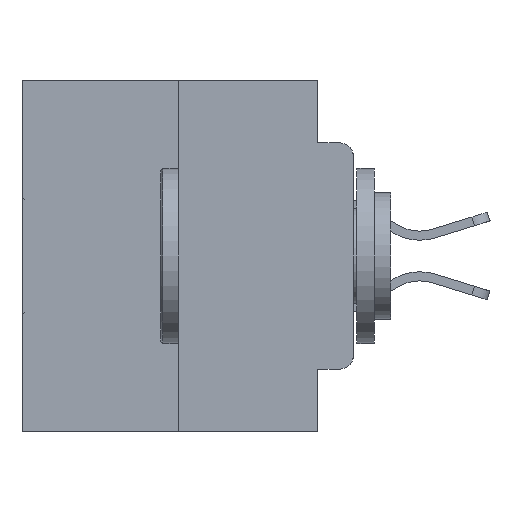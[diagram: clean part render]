
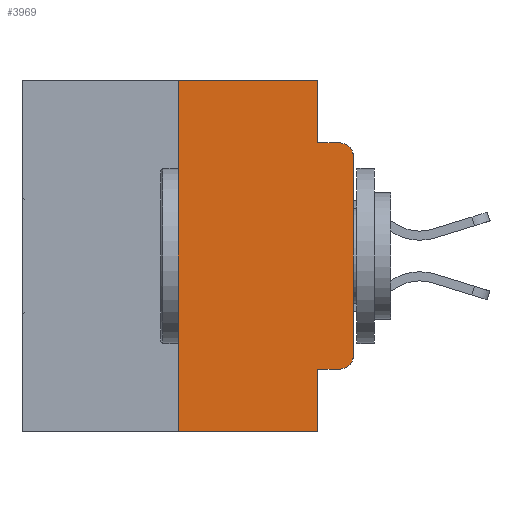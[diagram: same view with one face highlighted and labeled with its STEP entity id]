
A CAD part, left-side view. The second image highlights one B-rep face of the part: STEP entity #3969.
In plain terms, the highlighted planar face has unit normal (-1, 0, 0).
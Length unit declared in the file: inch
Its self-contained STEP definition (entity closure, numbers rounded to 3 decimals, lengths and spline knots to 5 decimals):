
#61 = CARTESIAN_POINT ( 'NONE',  ( 0., 0.02, -0.4115 ) ) ;
#533 = DIRECTION ( 'NONE',  ( 0., -1., 0. ) ) ;
#541 = DIRECTION ( 'NONE',  ( 0., 0., -1. ) ) ;
#1291 = VERTEX_POINT ( 'NONE', #24266 ) ;
#1905 = VERTEX_POINT ( 'NONE', #14622 ) ;
#2304 = CARTESIAN_POINT ( 'NONE',  ( 0., 0., 0. ) ) ;
#2416 = CARTESIAN_POINT ( 'NONE',  ( 0., 0., -0.3915 ) ) ;
#3070 = VECTOR ( 'NONE', #533, 39.37008 ) ;
#3086 = LINE ( 'NONE', #20276, #15443 ) ;
#3668 = ORIENTED_EDGE ( 'NONE', *, *, #23702, .T. ) ;
#3723 = DIRECTION ( 'NONE',  ( 0., -1., 0. ) ) ;
#3969 = ADVANCED_FACE ( 'NONE', ( #29377 ), #14519, .F. ) ;
#4068 = LINE ( 'NONE', #13010, #29908 ) ;
#4436 = CARTESIAN_POINT ( 'NONE',  ( 0., 0.473, 0. ) ) ;
#4658 = CARTESIAN_POINT ( 'NONE',  ( 0., 0., -0.1085 ) ) ;
#4784 = ORIENTED_EDGE ( 'NONE', *, *, #17183, .T. ) ;
#4860 = DIRECTION ( 'NONE',  ( 0., 0., 1. ) ) ;
#4872 = ORIENTED_EDGE ( 'NONE', *, *, #15572, .F. ) ;
#4970 = VERTEX_POINT ( 'NONE', #61 ) ;
#5192 = ORIENTED_EDGE ( 'NONE', *, *, #5694, .F. ) ;
#5694 = EDGE_CURVE ( 'NONE', #1291, #1905, #3086, .T. ) ;
#6551 = VECTOR ( 'NONE', #19806, 39.37008 ) ;
#6986 = VECTOR ( 'NONE', #3723, 39.37008 ) ;
#7205 = VERTEX_POINT ( 'NONE', #25841 ) ;
#8001 = EDGE_CURVE ( 'NONE', #4970, #15404, #20210, .T. ) ;
#8323 = VECTOR ( 'NONE', #21458, 39.37008 ) ;
#9164 = EDGE_CURVE ( 'NONE', #16581, #1291, #14057, .T. ) ;
#9560 = DIRECTION ( 'NONE',  ( -1., 0., 0. ) ) ;
#9733 = LINE ( 'NONE', #12949, #3070 ) ;
#10459 = ORIENTED_EDGE ( 'NONE', *, *, #9164, .F. ) ;
#10971 = VERTEX_POINT ( 'NONE', #28662 ) ;
#11610 = CARTESIAN_POINT ( 'NONE',  ( 0., 0.051, -0.4115 ) ) ;
#11694 = ORIENTED_EDGE ( 'NONE', *, *, #22713, .F. ) ;
#11724 = DIRECTION ( 'NONE',  ( 0., -1., 0. ) ) ;
#12279 = DIRECTION ( 'NONE',  ( -1., 0., 0. ) ) ;
#12349 = LINE ( 'NONE', #17988, #6551 ) ;
#12486 = ORIENTED_EDGE ( 'NONE', *, *, #19664, .T. ) ;
#12949 = CARTESIAN_POINT ( 'NONE',  ( 0., 0.051, -0.0885 ) ) ;
#13010 = CARTESIAN_POINT ( 'NONE',  ( 0., 0.25, 0. ) ) ;
#13262 = ORIENTED_EDGE ( 'NONE', *, *, #16164, .F. ) ;
#13610 = LINE ( 'NONE', #11610, #25689 ) ;
#13771 = CARTESIAN_POINT ( 'NONE',  ( 0., 0.02, -0.0885 ) ) ;
#14057 = LINE ( 'NONE', #4436, #8323 ) ;
#14478 = CARTESIAN_POINT ( 'NONE',  ( 0., 0.473, 0. ) ) ;
#14519 = PLANE ( 'NONE',  #29026 ) ;
#14526 = DIRECTION ( 'NONE',  ( 0., 0., -1. ) ) ;
#14553 = EDGE_CURVE ( 'NONE', #7205, #4970, #13610, .T. ) ;
#14622 = CARTESIAN_POINT ( 'NONE',  ( 0., 0.051, -0.0885 ) ) ;
#14629 = DIRECTION ( 'NONE',  ( 1., 0., 0. ) ) ;
#15404 = VERTEX_POINT ( 'NONE', #2416 ) ;
#15443 = VECTOR ( 'NONE', #541, 39.37008 ) ;
#15572 = EDGE_CURVE ( 'NONE', #1905, #22224, #9733, .T. ) ;
#15701 = CIRCLE ( 'NONE', #16202, 0.02 ) ;
#16130 = ORIENTED_EDGE ( 'NONE', *, *, #14553, .T. ) ;
#16164 = EDGE_CURVE ( 'NONE', #7205, #26340, #12349, .T. ) ;
#16202 = AXIS2_PLACEMENT_3D ( 'NONE', #24089, #9560, #26481 ) ;
#16417 = CARTESIAN_POINT ( 'NONE',  ( 0., 0.051, -0.5 ) ) ;
#16581 = VERTEX_POINT ( 'NONE', #22044 ) ;
#16857 = ORIENTED_EDGE ( 'NONE', *, *, #8001, .T. ) ;
#17183 = EDGE_CURVE ( 'NONE', #30366, #22224, #15701, .T. ) ;
#17988 = CARTESIAN_POINT ( 'NONE',  ( 0., 0.051, 0. ) ) ;
#18439 = CARTESIAN_POINT ( 'NONE',  ( 0., 0.473, -0.5 ) ) ;
#19228 = LINE ( 'NONE', #18439, #6986 ) ;
#19664 = EDGE_CURVE ( 'NONE', #10971, #26340, #19228, .T. ) ;
#19806 = DIRECTION ( 'NONE',  ( 0., 0., -1. ) ) ;
#20210 = CIRCLE ( 'NONE', #22963, 0.02 ) ;
#20276 = CARTESIAN_POINT ( 'NONE',  ( 0., 0.051, 0. ) ) ;
#21458 = DIRECTION ( 'NONE',  ( 0., -1., 0. ) ) ;
#21940 = VECTOR ( 'NONE', #4860, 39.37008 ) ;
#22044 = CARTESIAN_POINT ( 'NONE',  ( 0., 0.25, 0. ) ) ;
#22224 = VERTEX_POINT ( 'NONE', #13771 ) ;
#22699 = LINE ( 'NONE', #2304, #21940 ) ;
#22713 = EDGE_CURVE ( 'NONE', #10971, #16581, #4068, .T. ) ;
#22963 = AXIS2_PLACEMENT_3D ( 'NONE', #26764, #12279, #29135 ) ;
#23702 = EDGE_CURVE ( 'NONE', #15404, #30366, #22699, .T. ) ;
#24089 = CARTESIAN_POINT ( 'NONE',  ( 0., 0.02, -0.1085 ) ) ;
#24266 = CARTESIAN_POINT ( 'NONE',  ( 0., 0.051, 0. ) ) ;
#25689 = VECTOR ( 'NONE', #11724, 39.37008 ) ;
#25841 = CARTESIAN_POINT ( 'NONE',  ( 0., 0.051, -0.4115 ) ) ;
#26340 = VERTEX_POINT ( 'NONE', #16417 ) ;
#26481 = DIRECTION ( 'NONE',  ( 0., 0., -1. ) ) ;
#26764 = CARTESIAN_POINT ( 'NONE',  ( 0., 0.02, -0.3915 ) ) ;
#27361 = DIRECTION ( 'NONE',  ( 0., 0., 1. ) ) ;
#28563 = EDGE_LOOP ( 'NONE', ( #3668, #4784, #4872, #5192, #10459, #11694, #12486, #13262, #16130, #16857 ) ) ;
#28662 = CARTESIAN_POINT ( 'NONE',  ( 0., 0.25, -0.5 ) ) ;
#29026 = AXIS2_PLACEMENT_3D ( 'NONE', #14478, #14629, #14526 ) ;
#29135 = DIRECTION ( 'NONE',  ( 0., 0., -1. ) ) ;
#29377 = FACE_OUTER_BOUND ( 'NONE', #28563, .T. ) ;
#29908 = VECTOR ( 'NONE', #27361, 39.37008 ) ;
#30366 = VERTEX_POINT ( 'NONE', #4658 ) ;
